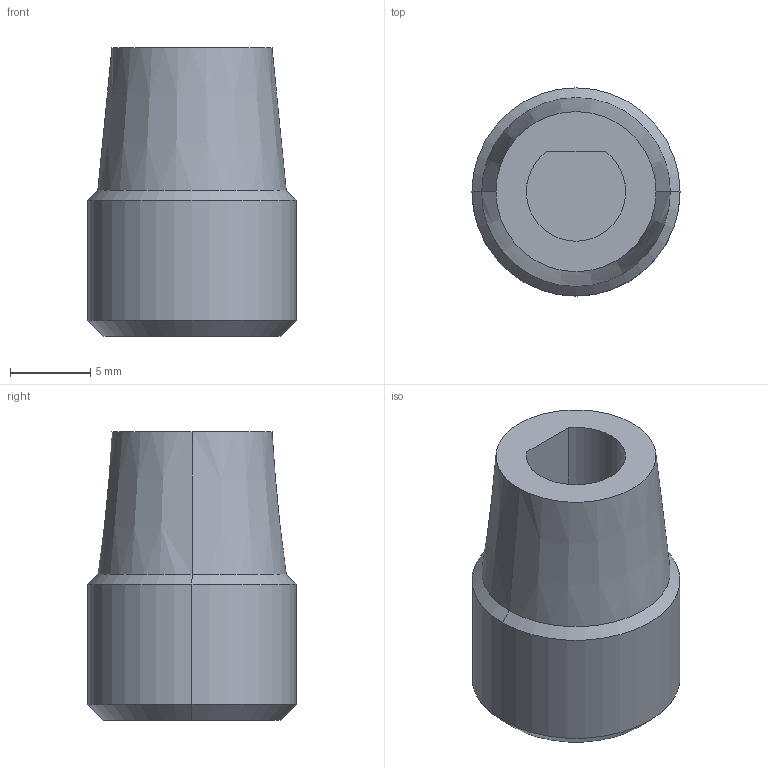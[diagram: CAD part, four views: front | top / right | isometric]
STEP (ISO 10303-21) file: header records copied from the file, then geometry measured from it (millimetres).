
FILE_DESCRIPTION (( 'STEP AP214' ), '1' );
FILE_NAME ('axel_adapter_10mm_encoder.STEP', '2019-08-02T05:44:14', ( '' ), ( '' ), 'SwSTEP 2.0', 'SolidWorks 2016', '' );
FILE_SCHEMA (( 'AUTOMOTIVE_DESIGN' ));
Length unit declared in the file: millimetre
Products named in the file (1): axel_adapter_10mm_encoder
Bounding box: 13 x 13 x 18 mm (x, y, z)
Volume: 1209.7 mm3; surface area: 1431.7 mm2
Topology: 1 solids, 1 shells, 34 faces, 79 edges, 49 vertices
Faces by surface type: cylinder 17, plane 7, cone 6, bspline 4
Entity records: 2078 total; most frequent: CARTESIAN_POINT 1350, ORIENTED_EDGE 158, DIRECTION 132, EDGE_CURVE 79, AXIS2_PLACEMENT_3D 50, VERTEX_POINT 49, EDGE_LOOP 36, FACE_OUTER_BOUND 34
